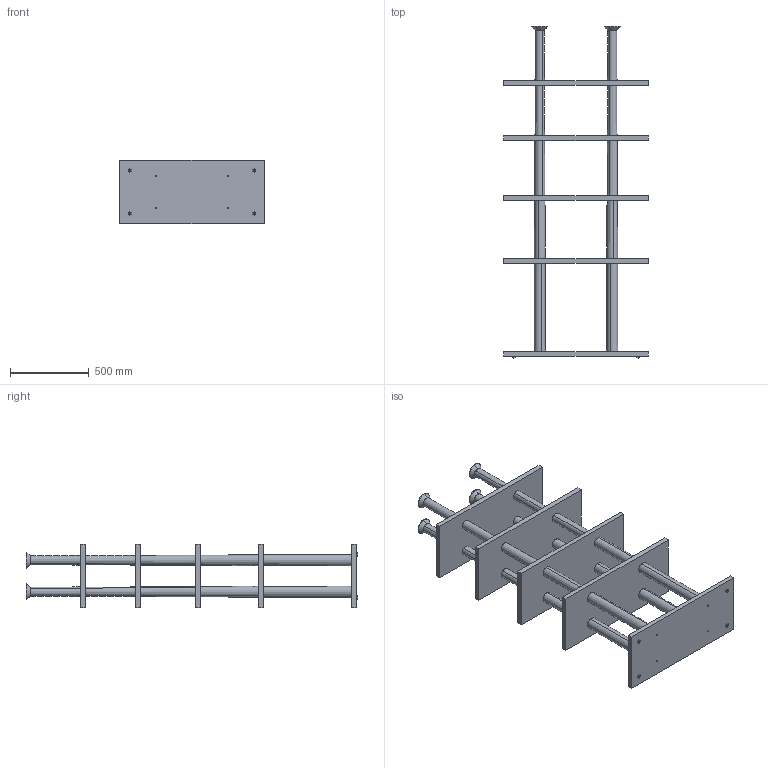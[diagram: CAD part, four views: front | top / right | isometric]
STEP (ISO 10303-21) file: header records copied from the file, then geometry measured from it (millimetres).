
FILE_DESCRIPTION (( 'STEP AP203' ), '1' );
FILE_NAME ('MODULO 4 ESTANTERIAS SIN ZOCALO.STEP', '2023-11-24T12:23:53', ( '' ), ( '' ), 'SwSTEP 2.0', 'SolidWorks 2022', '' );
FILE_SCHEMA (( 'CONFIG_CONTROL_DESIGN' ));
Length unit declared in the file: millimetre
Products named in the file (9): MODULO 4 ESTANTERIAS SIN ZOCALO; PN-479-01-18-F021122-CAPITEL; PN-479-01-10-F130323-BASE400; PN-479-01-11-F021122-ESTANTE400; PN-479-01-17-F071122-COLUMNA560; PN-479-01-17-F130323-COLUMNA350; PN-479-01-17-F071122-COLUMNA320_SUPERIOR; TACO NIVELADOR ISC ref. 00301200549; PN-479-01-17-F071122-COLUMNA370
Assembly tree (33 placements, depth 2):
  MODULO 4 ESTANTERIAS SIN ZOCALO
    PN-479-01-11-F021122-ESTANTE400  x4
    PN-479-01-18-F021122-CAPITEL  x4
    PN-479-01-17-F071122-COLUMNA320_SUPERIOR  x8
    PN-479-01-17-F130323-COLUMNA350  x4
    PN-479-01-17-F071122-COLUMNA370  x4
    PN-479-01-17-F071122-COLUMNA560  x4
    PN-479-01-10-F130323-BASE400
    TACO NIVELADOR ISC ref. 00301200549  x4
Bounding box: 920 x 2106.8 x 400 mm (x, y, z)
Volume: 81503536.9 mm3; surface area: 5911165.5 mm2
Topology: 33 solids, 33 shells, 466 faces, 956 edges, 604 vertices
Faces by surface type: cylinder 192, plane 186, cone 80, torus 8
Entity records: 5169 total; most frequent: DIRECTION 694, CARTESIAN_POINT 631, ORIENTED_EDGE 528, AXIS2_PLACEMENT_3D 280, EDGE_CURVE 264, VERTEX_POINT 169, EDGE_LOOP 157, VECTOR 134
